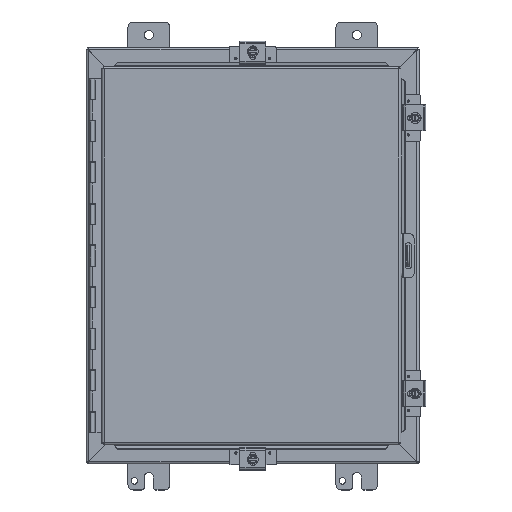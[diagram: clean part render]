
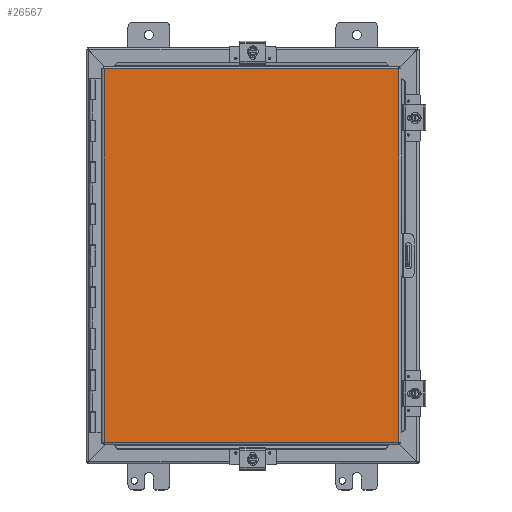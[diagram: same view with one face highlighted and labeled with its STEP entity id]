
A CAD part, top view. The second image highlights one B-rep face of the part: STEP entity #26567.
In plain terms, the highlighted face is planar.
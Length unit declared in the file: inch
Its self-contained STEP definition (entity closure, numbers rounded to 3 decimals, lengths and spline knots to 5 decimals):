
#1731 = CARTESIAN_POINT ( 'NONE',  ( 7.08225, 8.9885, 0. ) ) ;
#4280 = CARTESIAN_POINT ( 'NONE',  ( 7.08225, -8.9885, 0. ) ) ;
#7844 = EDGE_CURVE ( 'NONE', #45968, #45109, #36933, .T. ) ;
#8000 = LINE ( 'NONE', #1731, #24738 ) ;
#9059 = ORIENTED_EDGE ( 'NONE', *, *, #15263, .T. ) ;
#9813 = EDGE_CURVE ( 'NONE', #16332, #36483, #8000, .T. ) ;
#12757 = CARTESIAN_POINT ( 'NONE',  ( -7.08225, 8.9885, 0. ) ) ;
#14598 = DIRECTION ( 'NONE',  ( 0., 0., 1. ) ) ;
#14723 = DIRECTION ( 'NONE',  ( -1., 0., 0. ) ) ;
#15263 = EDGE_CURVE ( 'NONE', #36483, #45968, #33220, .T. ) ;
#15731 = LINE ( 'NONE', #12757, #32624 ) ;
#16332 = VERTEX_POINT ( 'NONE', #30029 ) ;
#16669 = CARTESIAN_POINT ( 'NONE',  ( 7.08225, -8.9885, 0. ) ) ;
#17227 = ORIENTED_EDGE ( 'NONE', *, *, #36541, .T. ) ;
#17772 = AXIS2_PLACEMENT_3D ( 'NONE', #36095, #14598, #39678 ) ;
#22491 = VECTOR ( 'NONE', #14723, 39.37008 ) ;
#23518 = FACE_OUTER_BOUND ( 'NONE', #32994, .T. ) ;
#24707 = CARTESIAN_POINT ( 'NONE',  ( -7.08225, -8.9885, 0. ) ) ;
#24738 = VECTOR ( 'NONE', #26652, 39.37008 ) ;
#26567 = ADVANCED_FACE ( 'NONE', ( #23518 ), #43135, .F. ) ;
#26652 = DIRECTION ( 'NONE',  ( 0., -1., 0. ) ) ;
#27157 = DIRECTION ( 'NONE',  ( 1., 0., 0. ) ) ;
#30029 = CARTESIAN_POINT ( 'NONE',  ( 7.08225, 8.9885, 0. ) ) ;
#32285 = ORIENTED_EDGE ( 'NONE', *, *, #9813, .T. ) ;
#32624 = VECTOR ( 'NONE', #27157, 39.37008 ) ;
#32994 = EDGE_LOOP ( 'NONE', ( #36975, #17227, #32285, #9059 ) ) ;
#33220 = LINE ( 'NONE', #16669, #22491 ) ;
#35811 = VECTOR ( 'NONE', #43466, 39.37008 ) ;
#36095 = CARTESIAN_POINT ( 'NONE',  ( 0., 0., 0. ) ) ;
#36483 = VERTEX_POINT ( 'NONE', #4280 ) ;
#36541 = EDGE_CURVE ( 'NONE', #45109, #16332, #15731, .T. ) ;
#36933 = LINE ( 'NONE', #39426, #35811 ) ;
#36975 = ORIENTED_EDGE ( 'NONE', *, *, #7844, .T. ) ;
#39426 = CARTESIAN_POINT ( 'NONE',  ( -7.08225, -8.9885, 0. ) ) ;
#39678 = DIRECTION ( 'NONE',  ( 1., 0., 0. ) ) ;
#43135 = PLANE ( 'NONE',  #17772 ) ;
#43466 = DIRECTION ( 'NONE',  ( 0., 1., 0. ) ) ;
#45109 = VERTEX_POINT ( 'NONE', #45292 ) ;
#45292 = CARTESIAN_POINT ( 'NONE',  ( -7.08225, 8.9885, 0. ) ) ;
#45968 = VERTEX_POINT ( 'NONE', #24707 ) ;
